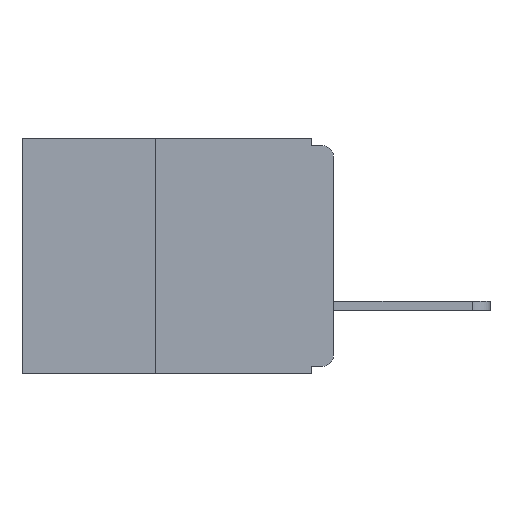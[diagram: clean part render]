
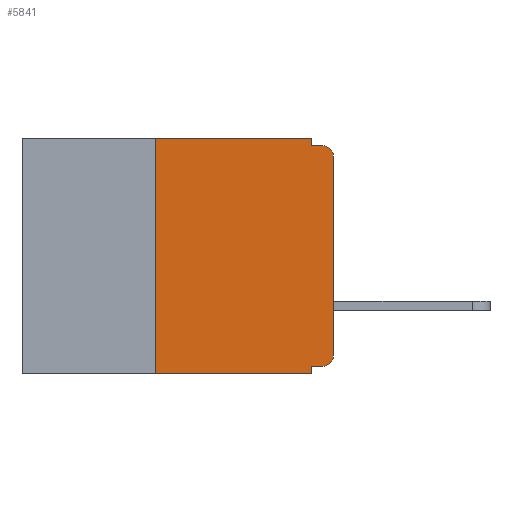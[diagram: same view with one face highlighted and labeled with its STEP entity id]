
A CAD part, left-side view. The second image highlights one B-rep face of the part: STEP entity #5841.
In plain terms, the highlighted planar face has unit normal (-1, 0, 0).
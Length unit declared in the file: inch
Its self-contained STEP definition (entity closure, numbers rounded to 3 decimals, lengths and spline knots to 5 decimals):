
#57 = CARTESIAN_POINT ( 'NONE',  ( 0., 0., -0.305 ) ) ;
#243 = DIRECTION ( 'NONE',  ( 0., 0., -1. ) ) ;
#414 = VERTEX_POINT ( 'NONE', #725 ) ;
#470 = LINE ( 'NONE', #11608, #3270 ) ;
#725 = CARTESIAN_POINT ( 'NONE',  ( 0., 0.015, -0.32 ) ) ;
#900 = ORIENTED_EDGE ( 'NONE', *, *, #1332, .F. ) ;
#1053 = VECTOR ( 'NONE', #1815, 39.37008 ) ;
#1146 = DIRECTION ( 'NONE',  ( 1., 0., 0. ) ) ;
#1320 = VERTEX_POINT ( 'NONE', #10655 ) ;
#1332 = EDGE_CURVE ( 'NONE', #9877, #4768, #470, .T. ) ;
#1544 = CIRCLE ( 'NONE', #8879, 0.015 ) ;
#1815 = DIRECTION ( 'NONE',  ( 0., -1., 0. ) ) ;
#1875 = LINE ( 'NONE', #9660, #3492 ) ;
#1948 = EDGE_LOOP ( 'NONE', ( #7095, #9527, #7250, #900, #6772, #8787, #5053, #3436, #11437, #8704 ) ) ;
#1953 = VERTEX_POINT ( 'NONE', #2092 ) ;
#2092 = CARTESIAN_POINT ( 'NONE',  ( 0., 0.015, -0.01 ) ) ;
#2312 = CARTESIAN_POINT ( 'NONE',  ( 0., 0.031, -0.01 ) ) ;
#2753 = CARTESIAN_POINT ( 'NONE',  ( 0., 0.031, 0. ) ) ;
#2765 = LINE ( 'NONE', #9870, #12137 ) ;
#2867 = VERTEX_POINT ( 'NONE', #57 ) ;
#2985 = CARTESIAN_POINT ( 'NONE',  ( 0., 0.437, -0.33 ) ) ;
#3091 = CARTESIAN_POINT ( 'NONE',  ( 0., 0.437, 0. ) ) ;
#3270 = VECTOR ( 'NONE', #243, 39.37008 ) ;
#3436 = ORIENTED_EDGE ( 'NONE', *, *, #3443, .F. ) ;
#3443 = EDGE_CURVE ( 'NONE', #6411, #7603, #2765, .T. ) ;
#3492 = VECTOR ( 'NONE', #11676, 39.37008 ) ;
#3771 = EDGE_CURVE ( 'NONE', #1320, #7603, #7671, .T. ) ;
#3789 = DIRECTION ( 'NONE',  ( 0., 0., 1. ) ) ;
#3934 = CARTESIAN_POINT ( 'NONE',  ( 0., 0., -0.32 ) ) ;
#4053 = PLANE ( 'NONE',  #10085 ) ;
#4055 = FACE_OUTER_BOUND ( 'NONE', #1948, .T. ) ;
#4333 = CARTESIAN_POINT ( 'NONE',  ( 0., 0.031, -0.32 ) ) ;
#4437 = CARTESIAN_POINT ( 'NONE',  ( 0., 0.015, -0.305 ) ) ;
#4656 = VERTEX_POINT ( 'NONE', #5978 ) ;
#4768 = VERTEX_POINT ( 'NONE', #2312 ) ;
#5053 = ORIENTED_EDGE ( 'NONE', *, *, #3771, .T. ) ;
#5241 = DIRECTION ( 'NONE',  ( -1., 0., 0. ) ) ;
#5337 = LINE ( 'NONE', #3934, #7719 ) ;
#5407 = DIRECTION ( 'NONE',  ( -1., 0., 0. ) ) ;
#5841 = ADVANCED_FACE ( 'NONE', ( #4055 ), #4053, .F. ) ;
#5922 = DIRECTION ( 'NONE',  ( 0., 0., -1. ) ) ;
#5978 = CARTESIAN_POINT ( 'NONE',  ( 0., 0., -0.025 ) ) ;
#6411 = VERTEX_POINT ( 'NONE', #4333 ) ;
#6597 = EDGE_CURVE ( 'NONE', #7400, #9877, #12196, .T. ) ;
#6772 = ORIENTED_EDGE ( 'NONE', *, *, #6597, .F. ) ;
#6780 = DIRECTION ( 'NONE',  ( 0., 1., 0. ) ) ;
#7095 = ORIENTED_EDGE ( 'NONE', *, *, #11845, .T. ) ;
#7250 = ORIENTED_EDGE ( 'NONE', *, *, #9686, .F. ) ;
#7352 = DIRECTION ( 'NONE',  ( 0., 0., -1. ) ) ;
#7400 = VERTEX_POINT ( 'NONE', #7994 ) ;
#7603 = VERTEX_POINT ( 'NONE', #8376 ) ;
#7671 = LINE ( 'NONE', #2985, #11989 ) ;
#7719 = VECTOR ( 'NONE', #6780, 39.37008 ) ;
#7728 = EDGE_CURVE ( 'NONE', #1320, #7400, #9968, .T. ) ;
#7787 = EDGE_CURVE ( 'NONE', #414, #6411, #5337, .T. ) ;
#7994 = CARTESIAN_POINT ( 'NONE',  ( 0., 0.25, 0. ) ) ;
#8376 = CARTESIAN_POINT ( 'NONE',  ( 0., 0.031, -0.33 ) ) ;
#8704 = ORIENTED_EDGE ( 'NONE', *, *, #11085, .T. ) ;
#8737 = CARTESIAN_POINT ( 'NONE',  ( 0., 0.25, -0.33 ) ) ;
#8787 = ORIENTED_EDGE ( 'NONE', *, *, #7728, .F. ) ;
#8879 = AXIS2_PLACEMENT_3D ( 'NONE', #10978, #5241, #9004 ) ;
#9004 = DIRECTION ( 'NONE',  ( 0., 0., -1. ) ) ;
#9527 = ORIENTED_EDGE ( 'NONE', *, *, #10290, .T. ) ;
#9591 = DIRECTION ( 'NONE',  ( 0., 0., 1. ) ) ;
#9660 = CARTESIAN_POINT ( 'NONE',  ( 0., 0., -0.01 ) ) ;
#9667 = DIRECTION ( 'NONE',  ( 0., -1., 0. ) ) ;
#9686 = EDGE_CURVE ( 'NONE', #4768, #1953, #1875, .T. ) ;
#9870 = CARTESIAN_POINT ( 'NONE',  ( 0., 0.031, -0.33 ) ) ;
#9877 = VERTEX_POINT ( 'NONE', #2753 ) ;
#9968 = LINE ( 'NONE', #8737, #10107 ) ;
#10019 = VECTOR ( 'NONE', #3789, 39.37008 ) ;
#10085 = AXIS2_PLACEMENT_3D ( 'NONE', #3091, #1146, #5922 ) ;
#10107 = VECTOR ( 'NONE', #9591, 39.37008 ) ;
#10210 = AXIS2_PLACEMENT_3D ( 'NONE', #4437, #5407, #7352 ) ;
#10290 = EDGE_CURVE ( 'NONE', #4656, #1953, #1544, .T. ) ;
#10619 = CIRCLE ( 'NONE', #10210, 0.015 ) ;
#10655 = CARTESIAN_POINT ( 'NONE',  ( 0., 0.25, -0.33 ) ) ;
#10846 = DIRECTION ( 'NONE',  ( 0., 0., -1. ) ) ;
#10978 = CARTESIAN_POINT ( 'NONE',  ( 0., 0.015, -0.025 ) ) ;
#11085 = EDGE_CURVE ( 'NONE', #414, #2867, #10619, .T. ) ;
#11437 = ORIENTED_EDGE ( 'NONE', *, *, #7787, .F. ) ;
#11514 = CARTESIAN_POINT ( 'NONE',  ( 0., 0., 0. ) ) ;
#11608 = CARTESIAN_POINT ( 'NONE',  ( 0., 0.031, 0. ) ) ;
#11676 = DIRECTION ( 'NONE',  ( 0., -1., 0. ) ) ;
#11845 = EDGE_CURVE ( 'NONE', #2867, #4656, #12073, .T. ) ;
#11989 = VECTOR ( 'NONE', #9667, 39.37008 ) ;
#12073 = LINE ( 'NONE', #11514, #10019 ) ;
#12137 = VECTOR ( 'NONE', #10846, 39.37008 ) ;
#12196 = LINE ( 'NONE', #12235, #1053 ) ;
#12235 = CARTESIAN_POINT ( 'NONE',  ( 0., 0.437, 0. ) ) ;
